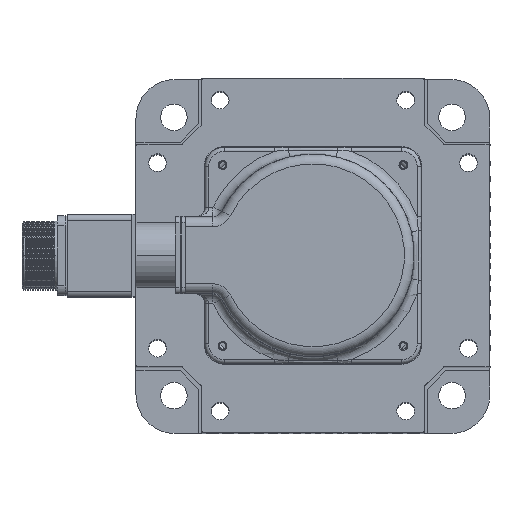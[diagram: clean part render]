
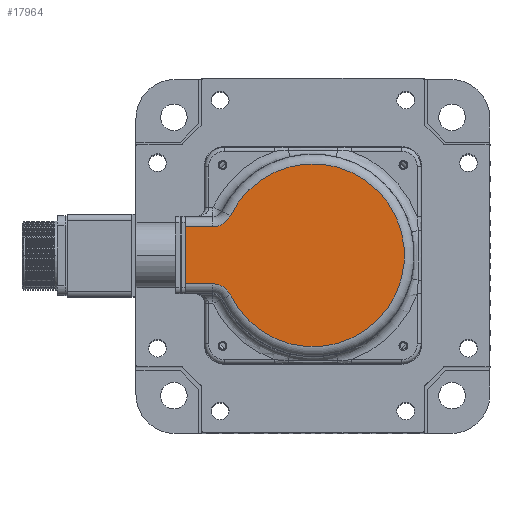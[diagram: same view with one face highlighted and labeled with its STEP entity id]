
A CAD part, top view. The second image highlights one B-rep face of the part: STEP entity #17964.
In plain terms, the highlighted planar face has unit normal (0, 0, 1).
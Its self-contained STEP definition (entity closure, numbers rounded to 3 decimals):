
#237 = CARTESIAN_POINT ( 'NONE',  ( -65., 14.5, 478. ) ) ;
#348 = DIRECTION ( 'NONE',  ( -1., 0., 0. ) ) ;
#816 = VERTEX_POINT ( 'NONE', #17155 ) ;
#1074 = VERTEX_POINT ( 'NONE', #24493 ) ;
#1229 = DIRECTION ( 'NONE',  ( -1., 0., 0. ) ) ;
#2872 = CARTESIAN_POINT ( 'NONE',  ( 0., 14.5, 478. ) ) ;
#5135 = AXIS2_PLACEMENT_3D ( 'NONE', #7601, #17256, #22055 ) ;
#5291 = ORIENTED_EDGE ( 'NONE', *, *, #8413, .T. ) ;
#5726 = VERTEX_POINT ( 'NONE', #237 ) ;
#6823 = DIRECTION ( 'NONE',  ( 0., 1., 0. ) ) ;
#7601 = CARTESIAN_POINT ( 'NONE',  ( -50.912, 24.5, 478. ) ) ;
#7659 = CIRCLE ( 'NONE', #23824, 10. ) ;
#7941 = DIRECTION ( 'NONE',  ( 1., 0., 0. ) ) ;
#8058 = LINE ( 'NONE', #20261, #9933 ) ;
#8413 = EDGE_CURVE ( 'NONE', #816, #5726, #16157, .T. ) ;
#8511 = VERTEX_POINT ( 'NONE', #22820 ) ;
#9088 = EDGE_CURVE ( 'NONE', #11277, #11469, #7659, .T. ) ;
#9250 = CARTESIAN_POINT ( 'NONE',  ( 0., 0., 478. ) ) ;
#9330 = CIRCLE ( 'NONE', #5135, 10. ) ;
#9933 = VECTOR ( 'NONE', #7941, 1000. ) ;
#10452 = FACE_OUTER_BOUND ( 'NONE', #14809, .T. ) ;
#10603 = CARTESIAN_POINT ( 'NONE',  ( -50.912, -14.5, 478. ) ) ;
#11180 = DIRECTION ( 'NONE',  ( 0., 0., 1. ) ) ;
#11277 = VERTEX_POINT ( 'NONE', #29514 ) ;
#11395 = DIRECTION ( 'NONE',  ( -1., 0., 0. ) ) ;
#11469 = VERTEX_POINT ( 'NONE', #10603 ) ;
#12301 = VECTOR ( 'NONE', #6823, 1000. ) ;
#13857 = VECTOR ( 'NONE', #348, 1000. ) ;
#14809 = EDGE_LOOP ( 'NONE', ( #31452, #5291, #26582, #31275, #19269, #30870 ) ) ;
#16157 = LINE ( 'NONE', #2872, #13857 ) ;
#16368 = CARTESIAN_POINT ( 'NONE',  ( -65., 0., 478. ) ) ;
#17155 = CARTESIAN_POINT ( 'NONE',  ( -50.912, 14.5, 478. ) ) ;
#17256 = DIRECTION ( 'NONE',  ( 0., 0., 1. ) ) ;
#17684 = EDGE_CURVE ( 'NONE', #816, #8511, #9330, .T. ) ;
#17964 = ADVANCED_FACE ( 'NONE', ( #10452 ), #26308, .T. ) ;
#19269 = ORIENTED_EDGE ( 'NONE', *, *, #9088, .F. ) ;
#20199 = EDGE_CURVE ( 'NONE', #1074, #11469, #8058, .T. ) ;
#20261 = CARTESIAN_POINT ( 'NONE',  ( -47.666, -14.5, 478. ) ) ;
#21020 = CARTESIAN_POINT ( 'NONE',  ( 0., 0., 478. ) ) ;
#21111 = AXIS2_PLACEMENT_3D ( 'NONE', #9250, #21235, #11395 ) ;
#21235 = DIRECTION ( 'NONE',  ( 0., 0., 1. ) ) ;
#21532 = CARTESIAN_POINT ( 'NONE',  ( -50.912, -24.5, 478. ) ) ;
#22055 = DIRECTION ( 'NONE',  ( -1., 0., 0. ) ) ;
#22074 = EDGE_CURVE ( 'NONE', #1074, #5726, #26140, .T. ) ;
#22820 = CARTESIAN_POINT ( 'NONE',  ( -41.901, 20.164, 478. ) ) ;
#23258 = CIRCLE ( 'NONE', #25702, 46.5 ) ;
#23496 = DIRECTION ( 'NONE',  ( -1., 0., 0. ) ) ;
#23824 = AXIS2_PLACEMENT_3D ( 'NONE', #21532, #30906, #23496 ) ;
#24493 = CARTESIAN_POINT ( 'NONE',  ( -65., -14.5, 478. ) ) ;
#25628 = EDGE_CURVE ( 'NONE', #11277, #8511, #23258, .T. ) ;
#25702 = AXIS2_PLACEMENT_3D ( 'NONE', #21020, #11180, #1229 ) ;
#26140 = LINE ( 'NONE', #16368, #12301 ) ;
#26308 = PLANE ( 'NONE',  #21111 ) ;
#26582 = ORIENTED_EDGE ( 'NONE', *, *, #22074, .F. ) ;
#29514 = CARTESIAN_POINT ( 'NONE',  ( -41.901, -20.164, 478. ) ) ;
#30870 = ORIENTED_EDGE ( 'NONE', *, *, #25628, .T. ) ;
#30906 = DIRECTION ( 'NONE',  ( 0., 0., 1. ) ) ;
#31275 = ORIENTED_EDGE ( 'NONE', *, *, #20199, .T. ) ;
#31452 = ORIENTED_EDGE ( 'NONE', *, *, #17684, .F. ) ;
